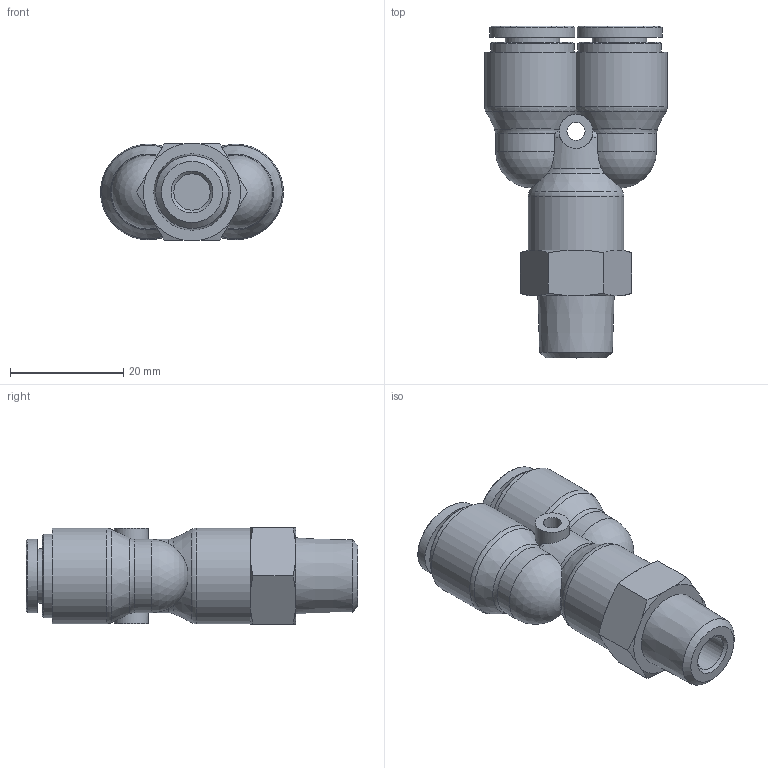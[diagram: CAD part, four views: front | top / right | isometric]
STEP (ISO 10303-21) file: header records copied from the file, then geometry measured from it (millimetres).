
FILE_DESCRIPTION((''),'2;1');
FILE_NAME('HR-PWT 0802.stp','2020-03-19T16:09:42',('user'),(''),'Autodesk Inventor 2013','Autodesk Inventor 2013','');
FILE_SCHEMA(('AUTOMOTIVE_DESIGN { 1 0 10303 214 1 1 1 1 }'));
Length unit declared in the file: millimetre
Products named in the file (6): 조립품4 (세부 수준1); HR-PY 08 BODY; HR-COLLAR 08; HR-Collar 08L(SUS); HR-SLEEVE 08; HR-PL BODY 0802
Assembly tree (6 placements, depth 3):
  조립품4 (세부 수준1)
    HR-PY 08 BODY
    HR-COLLAR 08  x2
      HR-Collar 08L(SUS)
      HR-SLEEVE 08
    HR-PL BODY 0802
Bounding box: 32.3 x 58.6 x 17 mm (x, y, z)
Volume: 12830.7 mm3; surface area: 7763.8 mm2
Topology: 6 solids, 6 shells, 385 faces, 997 edges, 662 vertices
Faces by surface type: plane 184, bspline 142, cone 24, cylinder 22, torus 11, sphere 2
Full cylindrical faces by diameter (mm): 3.2 x1, 6 x2, 6.4 x1, 8.2 x7, 9.6 x2, 14.7 x2, 16.9 x1
Entity records: 7546 total; most frequent: CARTESIAN_POINT 2545, ORIENTED_EDGE 1112, DIRECTION 755, EDGE_CURVE 556, VERTEX_POINT 381, VECTOR 281, LINE 281, EDGE_LOOP 275
